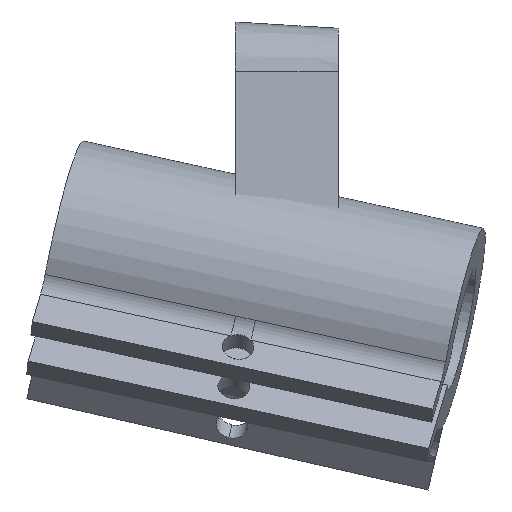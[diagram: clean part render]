
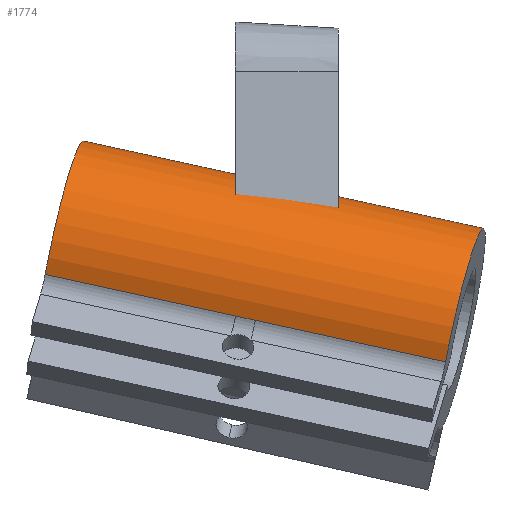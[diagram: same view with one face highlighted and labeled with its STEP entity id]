
A CAD part, left-side view. The second image highlights one B-rep face of the part: STEP entity #1774.
In plain terms, the highlighted cylindrical face has radius 10 mm (diameter 20 mm), a partial arc.
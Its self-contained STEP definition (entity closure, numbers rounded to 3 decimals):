
#34 = ORIENTED_EDGE ( 'NONE', *, *, #1029, .F. ) ;
#117 = CARTESIAN_POINT ( 'NONE',  ( -21.687, -6.988, -23.698 ) ) ;
#233 = ORIENTED_EDGE ( 'NONE', *, *, #1043, .T. ) ;
#244 = CARTESIAN_POINT ( 'NONE',  ( -14.013, -5.98, -29.99 ) ) ;
#261 = CARTESIAN_POINT ( 'NONE',  ( -12.285, 12.838, -25.886 ) ) ;
#267 = CARTESIAN_POINT ( 'NONE',  ( -21.67, -6.672, -23.596 ) ) ;
#278 = CARTESIAN_POINT ( 'NONE',  ( -10.597, 10.59, -16.289 ) ) ;
#291 = CARTESIAN_POINT ( 'NONE',  ( -21.788, -7.96, -23.876 ) ) ;
#337 = VERTEX_POINT ( 'NONE', #1159 ) ;
#347 = ORIENTED_EDGE ( 'NONE', *, *, #1633, .T. ) ;
#370 = DIRECTION ( 'NONE',  ( 0.637, -0.22, 0.739 ) ) ;
#387 = CARTESIAN_POINT ( 'NONE',  ( -13.983, -5.658, -29.92 ) ) ;
#413 = CARTESIAN_POINT ( 'NONE',  ( -12.285, 12.838, -25.886 ) ) ;
#414 = VERTEX_POINT ( 'NONE', #439 ) ;
#427 = CARTESIAN_POINT ( 'NONE',  ( -12.285, 12.838, -25.886 ) ) ;
#437 = ORIENTED_EDGE ( 'NONE', *, *, #979, .T. ) ;
#439 = CARTESIAN_POINT ( 'NONE',  ( -21.64, -6.35, -23.525 ) ) ;
#442 = DIRECTION ( 'NONE',  ( -0.089, -0.973, -0.212 ) ) ;
#468 = CARTESIAN_POINT ( 'NONE',  ( -13.983, -5.658, -29.92 ) ) ;
#491 = LINE ( 'NONE', #1187, #1845 ) ;
#495 = CARTESIAN_POINT ( 'NONE',  ( -10.597, 10.59, -16.289 ) ) ;
#518 = CIRCLE ( 'NONE', #1586, 10. ) ;
#602 = VERTEX_POINT ( 'NONE', #2243 ) ;
#635 = DIRECTION ( 'NONE',  ( 0.089, 0.973, 0.212 ) ) ;
#643 = ORIENTED_EDGE ( 'NONE', *, *, #1842, .T. ) ;
#648 = CARTESIAN_POINT ( 'NONE',  ( -21.818, -8.282, -23.947 ) ) ;
#650 = CARTESIAN_POINT ( 'NONE',  ( -14.131, -7.268, -30.271 ) ) ;
#653 = LINE ( 'NONE', #1035, #1661 ) ;
#677 = FACE_OUTER_BOUND ( 'NONE', #1951, .T. ) ;
#754 = VERTEX_POINT ( 'NONE', #2301 ) ;
#785 = EDGE_CURVE ( 'NONE', #602, #414, #653, .T. ) ;
#850 = B_SPLINE_CURVE_WITH_KNOTS ( 'NONE', 3,
 ( #1529, #267, #117, #853, #291, #648 ),
 .UNSPECIFIED., .F., .F.,
 ( 4, 2, 4 ),
 ( 0., 0.001, 0.002 ),
 .UNSPECIFIED. ) ;
#853 = CARTESIAN_POINT ( 'NONE',  ( -21.746, -7.632, -23.839 ) ) ;
#891 = CARTESIAN_POINT ( 'NONE',  ( -21.818, -8.282, -23.947 ) ) ;
#901 = CARTESIAN_POINT ( 'NONE',  ( -15.859, -26.087, -34.375 ) ) ;
#936 = EDGE_CURVE ( 'NONE', #337, #1305, #1286, .T. ) ;
#979 = EDGE_CURVE ( 'NONE', #414, #1391, #850, .T. ) ;
#1001 = LINE ( 'NONE', #427, #1350 ) ;
#1029 = EDGE_CURVE ( 'NONE', #602, #1559, #518, .T. ) ;
#1035 = CARTESIAN_POINT ( 'NONE',  ( -19.942, 12.146, -19.491 ) ) ;
#1037 = DIRECTION ( 'NONE',  ( -0.637, 0.22, -0.739 ) ) ;
#1043 = EDGE_CURVE ( 'NONE', #1391, #337, #491, .T. ) ;
#1159 = CARTESIAN_POINT ( 'NONE',  ( -23.516, -26.779, -27.981 ) ) ;
#1187 = CARTESIAN_POINT ( 'NONE',  ( -19.942, 12.146, -19.491 ) ) ;
#1193 = CYLINDRICAL_SURFACE ( 'NONE', #1609, 10. ) ;
#1216 = VECTOR ( 'NONE', #1338, 1000. ) ;
#1286 = CIRCLE ( 'NONE', #1958, 10. ) ;
#1305 = VERTEX_POINT ( 'NONE', #901 ) ;
#1338 = DIRECTION ( 'NONE',  ( 0.089, 0.973, 0.212 ) ) ;
#1350 = VECTOR ( 'NONE', #1526, 1000. ) ;
#1378 = CARTESIAN_POINT ( 'NONE',  ( -14.136, -6.944, -30.194 ) ) ;
#1391 = VERTEX_POINT ( 'NONE', #891 ) ;
#1487 = VERTEX_POINT ( 'NONE', #387 ) ;
#1510 = ORIENTED_EDGE ( 'NONE', *, *, #936, .T. ) ;
#1526 = DIRECTION ( 'NONE',  ( 0.089, 0.973, 0.212 ) ) ;
#1529 = CARTESIAN_POINT ( 'NONE',  ( -21.64, -6.35, -23.525 ) ) ;
#1559 = VERTEX_POINT ( 'NONE', #261 ) ;
#1562 = ORIENTED_EDGE ( 'NONE', *, *, #785, .T. ) ;
#1586 = AXIS2_PLACEMENT_3D ( 'NONE', #278, #635, #1739 ) ;
#1609 = AXIS2_PLACEMENT_3D ( 'NONE', #495, #1719, #1037 ) ;
#1633 = EDGE_CURVE ( 'NONE', #1305, #754, #2040, .T. ) ;
#1661 = VECTOR ( 'NONE', #1751, 1000. ) ;
#1719 = DIRECTION ( 'NONE',  ( -0.089, -0.973, -0.212 ) ) ;
#1739 = DIRECTION ( 'NONE',  ( 0.637, -0.22, 0.739 ) ) ;
#1751 = DIRECTION ( 'NONE',  ( -0.089, -0.973, -0.212 ) ) ;
#1764 = ORIENTED_EDGE ( 'NONE', *, *, #2355, .T. ) ;
#1774 = ADVANCED_FACE ( 'NONE', ( #677 ), #1193, .T. ) ;
#1842 = EDGE_CURVE ( 'NONE', #1487, #1559, #1001, .T. ) ;
#1845 = VECTOR ( 'NONE', #442, 1000. ) ;
#1951 = EDGE_LOOP ( 'NONE', ( #1510, #347, #1764, #643, #34, #1562, #437, #233 ) ) ;
#1958 = AXIS2_PLACEMENT_3D ( 'NONE', #2325, #1995, #370 ) ;
#1995 = DIRECTION ( 'NONE',  ( 0.089, 0.973, 0.212 ) ) ;
#2040 = LINE ( 'NONE', #413, #1216 ) ;
#2048 = CARTESIAN_POINT ( 'NONE',  ( -14.16, -7.591, -30.341 ) ) ;
#2099 = CARTESIAN_POINT ( 'NONE',  ( -14.077, -6.3, -30.054 ) ) ;
#2218 = B_SPLINE_CURVE_WITH_KNOTS ( 'NONE', 3,
 ( #2048, #650, #1378, #2099, #244, #468 ),
 .UNSPECIFIED., .F., .F.,
 ( 4, 2, 4 ),
 ( 0., 0.001, 0.002 ),
 .UNSPECIFIED. ) ;
#2243 = CARTESIAN_POINT ( 'NONE',  ( -19.942, 12.146, -19.491 ) ) ;
#2301 = CARTESIAN_POINT ( 'NONE',  ( -14.16, -7.591, -30.341 ) ) ;
#2325 = CARTESIAN_POINT ( 'NONE',  ( -14.171, -28.335, -24.778 ) ) ;
#2355 = EDGE_CURVE ( 'NONE', #754, #1487, #2218, .T. ) ;
